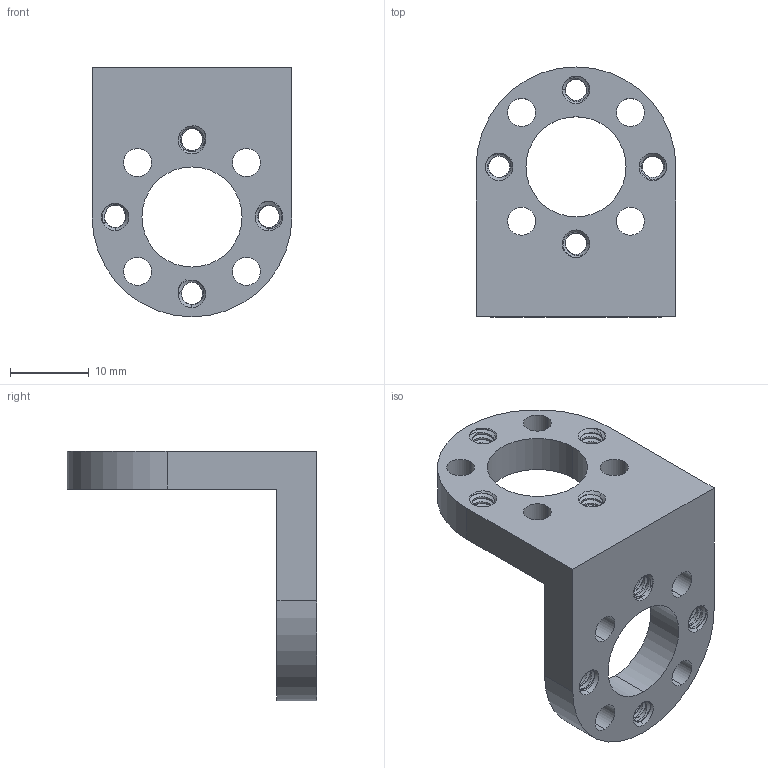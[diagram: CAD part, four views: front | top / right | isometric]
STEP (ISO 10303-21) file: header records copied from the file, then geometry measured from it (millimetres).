
FILE_DESCRIPTION (( 'STEP AP203' ), '1' );
FILE_NAME ('545400.STEP', '2017-06-30T18:44:36', ( '' ), ( '' ), 'SwSTEP 2.0', 'SolidWorks 2016', '' );
FILE_SCHEMA (( 'CONFIG_CONTROL_DESIGN' ));
Length unit declared in the file: inch
Products named in the file (1): 545400
Bounding box: 25.4 x 31.75 x 31.75 mm (x, y, z)
Volume: 4726.4 mm3; surface area: 4039.5 mm2
Topology: 1 solids, 1 shells, 308 faces, 900 edges, 594 vertices
Faces by surface type: cylinder 241, cone 43, bspline 18, plane 6
Entity records: 21451 total; most frequent: CARTESIAN_POINT 14466, ORIENTED_EDGE 1800, DIRECTION 1106, EDGE_CURVE 900, VERTEX_POINT 594, AXIS2_PLACEMENT_3D 420, EDGE_LOOP 344, ADVANCED_FACE 308
